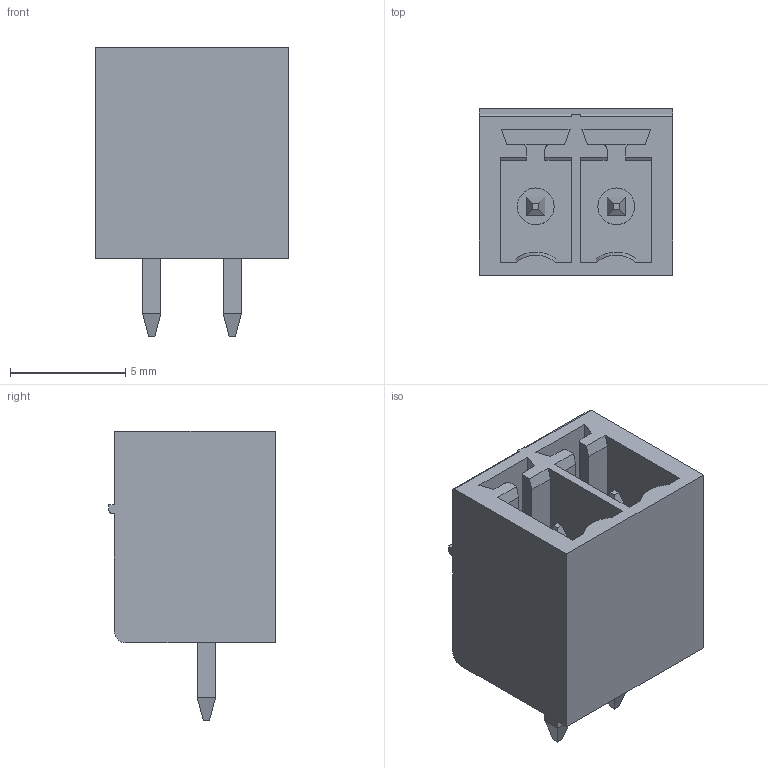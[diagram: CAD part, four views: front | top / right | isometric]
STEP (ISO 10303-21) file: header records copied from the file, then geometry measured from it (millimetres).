
FILE_DESCRIPTION(('Creo Elements/Direct Modeling STEP Export'),'2;1');
FILE_NAME('model.stp','2017-09-20T20:13:38',(''),(''),'Creo Elements/Direct Modeling STEP processor for AP214 (Solid Model)','Creo Elements/Direct Modeling 18.1I 14-Aug-2016 (C) Parametric Technology GmbH','');
FILE_SCHEMA(('AUTOMOTIVE_DESIGN { 1 0 10303 214 1 1 1 1 }'));
Length unit declared in the file: millimetre
Products named in the file (2): MCV1_5-2-G_3_5
Assembly tree (1 placements, depth 2):
  MCV1_5-2-G_3_5
    MCV1_5-2-G_3_5
Bounding box: 8.4 x 7.25 x 12.6 mm (x, y, z)
Volume: 344.8 mm3; surface area: 759.7 mm2
Topology: 1 solids, 1 shells, 138 faces, 354 edges, 230 vertices
Faces by surface type: plane 103, cylinder 33, cone 2
Entity records: 5265 total; most frequent: CARTESIAN_POINT 736, ORIENTED_EDGE 708, DIRECTION 684, EDGE_CURVE 354, VECTOR 280, LINE 280, VERTEX_POINT 230, AXIS2_PLACEMENT_3D 202
